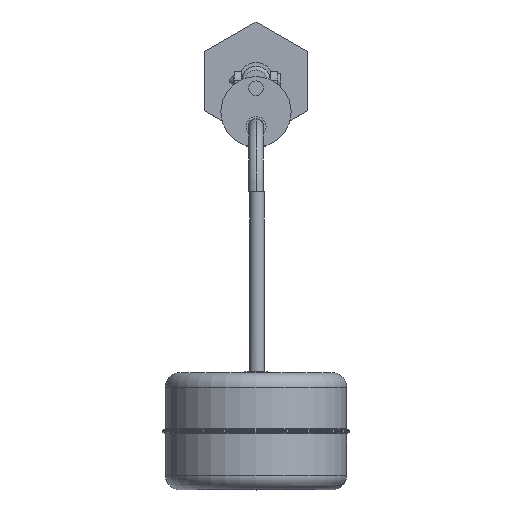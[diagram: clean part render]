
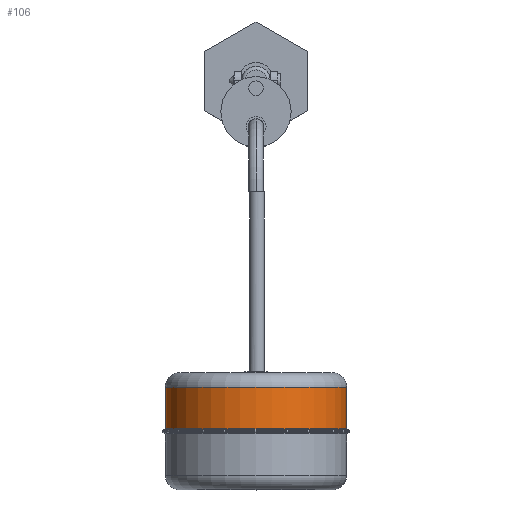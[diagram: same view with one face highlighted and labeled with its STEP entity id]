
A CAD part, top view. The second image highlights one B-rep face of the part: STEP entity #106.
In plain terms, the highlighted cylindrical face has radius 19.685 mm (diameter 39.37 mm), a partial arc.
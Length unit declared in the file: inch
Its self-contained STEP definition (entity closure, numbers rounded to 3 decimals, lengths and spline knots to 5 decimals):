
#9 = VERTEX_POINT ( 'NONE', #1531 ) ;
#106 = ADVANCED_FACE ( 'NONE', ( #405 ), #3424, .T. ) ;
#163 = CARTESIAN_POINT ( 'NONE',  ( 0., -2.622, 4.70975 ) ) ;
#405 = FACE_OUTER_BOUND ( 'NONE', #2768, .T. ) ;
#451 = DIRECTION ( 'NONE',  ( -1., 0., 0. ) ) ;
#472 = AXIS2_PLACEMENT_3D ( 'NONE', #163, #2294, #451 ) ;
#478 = DIRECTION ( 'NONE',  ( 0., 1., 0. ) ) ;
#759 = EDGE_CURVE ( 'NONE', #1620, #9, #2764, .T. ) ;
#1070 = CARTESIAN_POINT ( 'NONE',  ( 0.775, -2.487, 4.70975 ) ) ;
#1259 = EDGE_CURVE ( 'NONE', #2371, #1620, #1849, .T. ) ;
#1260 = EDGE_CURVE ( 'NONE', #1997, #9, #1718, .T. ) ;
#1279 = EDGE_CURVE ( 'NONE', #2371, #1997, #1615, .T. ) ;
#1380 = DIRECTION ( 'NONE',  ( 0., 1., 0. ) ) ;
#1531 = CARTESIAN_POINT ( 'NONE',  ( 0.775, -2.622, 4.70975 ) ) ;
#1615 = CIRCLE ( 'NONE', #3747, 0.775 ) ;
#1620 = VERTEX_POINT ( 'NONE', #3089 ) ;
#1656 = VECTOR ( 'NONE', #3505, 39.37008 ) ;
#1711 = VECTOR ( 'NONE', #1380, 39.37008 ) ;
#1718 = LINE ( 'NONE', #1070, #1656 ) ;
#1849 = LINE ( 'NONE', #1988, #1711 ) ;
#1939 = CARTESIAN_POINT ( 'NONE',  ( -0.775, -2.9745, 4.70975 ) ) ;
#1988 = CARTESIAN_POINT ( 'NONE',  ( -0.775, -2.487, 4.70975 ) ) ;
#1997 = VERTEX_POINT ( 'NONE', #3127 ) ;
#2033 = AXIS2_PLACEMENT_3D ( 'NONE', #3309, #3589, #2381 ) ;
#2294 = DIRECTION ( 'NONE',  ( 0., 1., 0. ) ) ;
#2316 = CARTESIAN_POINT ( 'NONE',  ( 0., -2.9745, 4.70975 ) ) ;
#2371 = VERTEX_POINT ( 'NONE', #1939 ) ;
#2381 = DIRECTION ( 'NONE',  ( -1., 0., 0. ) ) ;
#2623 = DIRECTION ( 'NONE',  ( -1., 0., 0. ) ) ;
#2764 = CIRCLE ( 'NONE', #472, 0.775 ) ;
#2768 = EDGE_LOOP ( 'NONE', ( #3618, #3531, #3766, #3880 ) ) ;
#3089 = CARTESIAN_POINT ( 'NONE',  ( -0.775, -2.622, 4.70975 ) ) ;
#3127 = CARTESIAN_POINT ( 'NONE',  ( 0.775, -2.9745, 4.70975 ) ) ;
#3309 = CARTESIAN_POINT ( 'NONE',  ( 0., -2.487, 4.70975 ) ) ;
#3424 = CYLINDRICAL_SURFACE ( 'NONE', #2033, 0.775 ) ;
#3505 = DIRECTION ( 'NONE',  ( 0., 1., 0. ) ) ;
#3531 = ORIENTED_EDGE ( 'NONE', *, *, #1260, .T. ) ;
#3589 = DIRECTION ( 'NONE',  ( 0., 1., 0. ) ) ;
#3618 = ORIENTED_EDGE ( 'NONE', *, *, #1279, .T. ) ;
#3747 = AXIS2_PLACEMENT_3D ( 'NONE', #2316, #478, #2623 ) ;
#3766 = ORIENTED_EDGE ( 'NONE', *, *, #759, .F. ) ;
#3880 = ORIENTED_EDGE ( 'NONE', *, *, #1259, .F. ) ;
